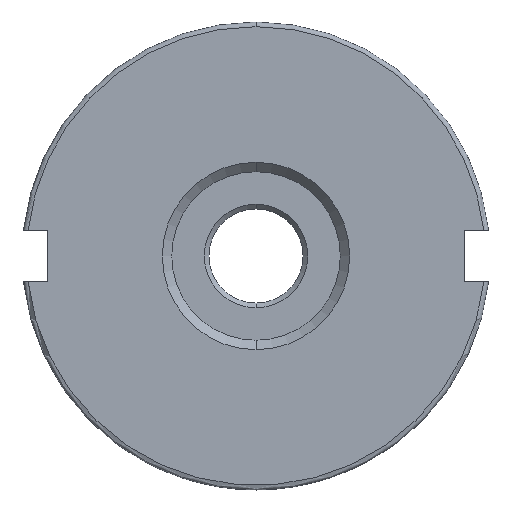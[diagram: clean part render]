
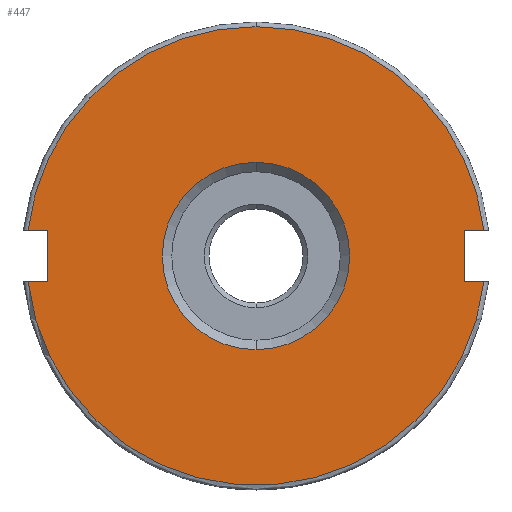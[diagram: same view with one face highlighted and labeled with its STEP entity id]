
A CAD part, front view. The second image highlights one B-rep face of the part: STEP entity #447.
In plain terms, the highlighted planar face has unit normal (0, -1, 0).
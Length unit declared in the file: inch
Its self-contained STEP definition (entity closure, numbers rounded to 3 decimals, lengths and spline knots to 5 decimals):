
#247 = ORIENTED_EDGE ( 'NONE', *, *, #1879, .F. ) ;
#354 = EDGE_CURVE ( 'NONE', #2094, #5414, #9104, .T. ) ;
#447 = ADVANCED_FACE ( 'NONE', ( #12035, #2050 ), #10114, .F. ) ;
#484 = CARTESIAN_POINT ( 'NONE',  ( 0., -0.09843, 0. ) ) ;
#494 = VECTOR ( 'NONE', #9187, 39.37008 ) ;
#659 = VERTEX_POINT ( 'NONE', #13732 ) ;
#698 = VERTEX_POINT ( 'NONE', #12685 ) ;
#735 = ORIENTED_EDGE ( 'NONE', *, *, #14568, .T. ) ;
#766 = AXIS2_PLACEMENT_3D ( 'NONE', #11147, #3650, #12414 ) ;
#875 = CARTESIAN_POINT ( 'NONE',  ( 0.5445, -0.09843, 0.05469 ) ) ;
#1035 = DIRECTION ( 'NONE',  ( 0., 1., 0. ) ) ;
#1269 = DIRECTION ( 'NONE',  ( -1., 0., 0. ) ) ;
#1705 = VECTOR ( 'NONE', #5462, 39.37008 ) ;
#1743 = DIRECTION ( 'NONE',  ( 0., 0., 1. ) ) ;
#1789 = DIRECTION ( 'NONE',  ( 0., -1., 0. ) ) ;
#1866 = ORIENTED_EDGE ( 'NONE', *, *, #15065, .T. ) ;
#1879 = EDGE_CURVE ( 'NONE', #5414, #2094, #10389, .T. ) ;
#2050 = FACE_OUTER_BOUND ( 'NONE', #10416, .T. ) ;
#2094 = VERTEX_POINT ( 'NONE', #5865 ) ;
#2128 = DIRECTION ( 'NONE',  ( 1., 0., 0. ) ) ;
#2364 = CARTESIAN_POINT ( 'NONE',  ( 0.4445, -0.09843, 0.05469 ) ) ;
#2830 = VECTOR ( 'NONE', #2128, 39.37008 ) ;
#3055 = DIRECTION ( 'NONE',  ( 0., -1., 0. ) ) ;
#3068 = EDGE_CURVE ( 'NONE', #15985, #11559, #15464, .T. ) ;
#3153 = CARTESIAN_POINT ( 'NONE',  ( 0., -0.09843, 0.05469 ) ) ;
#3335 = AXIS2_PLACEMENT_3D ( 'NONE', #12851, #5322, #14102 ) ;
#3557 = ORIENTED_EDGE ( 'NONE', *, *, #354, .F. ) ;
#3571 = EDGE_CURVE ( 'NONE', #10422, #15985, #9366, .T. ) ;
#3650 = DIRECTION ( 'NONE',  ( 0., -1., 0. ) ) ;
#3781 = VECTOR ( 'NONE', #1269, 39.37008 ) ;
#4071 = DIRECTION ( 'NONE',  ( 0., 0., 1. ) ) ;
#5112 = ORIENTED_EDGE ( 'NONE', *, *, #15096, .T. ) ;
#5300 = ORIENTED_EDGE ( 'NONE', *, *, #7285, .T. ) ;
#5322 = DIRECTION ( 'NONE',  ( 0., -1., 0. ) ) ;
#5414 = VERTEX_POINT ( 'NONE', #12063 ) ;
#5462 = DIRECTION ( 'NONE',  ( 1., 0., 0. ) ) ;
#5846 = VECTOR ( 'NONE', #15741, 39.37008 ) ;
#5865 = CARTESIAN_POINT ( 'NONE',  ( 0., -0.09843, -0.2 ) ) ;
#6223 = CARTESIAN_POINT ( 'NONE',  ( -0.4445, -0.09843, 0.05469 ) ) ;
#6282 = CARTESIAN_POINT ( 'NONE',  ( 0., -0.09843, 0.4895 ) ) ;
#6286 = CARTESIAN_POINT ( 'NONE',  ( -0.5445, -0.09843, -0.05469 ) ) ;
#6509 = VERTEX_POINT ( 'NONE', #6223 ) ;
#6986 = CARTESIAN_POINT ( 'NONE',  ( 0., -0.09843, -0.05469 ) ) ;
#7078 = AXIS2_PLACEMENT_3D ( 'NONE', #484, #9230, #1743 ) ;
#7285 = EDGE_CURVE ( 'NONE', #11858, #6509, #7956, .T. ) ;
#7305 = LINE ( 'NONE', #11566, #13575 ) ;
#7538 = LINE ( 'NONE', #10443, #494 ) ;
#7933 = ORIENTED_EDGE ( 'NONE', *, *, #3571, .T. ) ;
#7956 = LINE ( 'NONE', #3153, #1705 ) ;
#8755 = EDGE_CURVE ( 'NONE', #698, #13255, #14242, .T. ) ;
#9104 = CIRCLE ( 'NONE', #766, 0.2 ) ;
#9160 = AXIS2_PLACEMENT_3D ( 'NONE', #11368, #1035, #9783 ) ;
#9187 = DIRECTION ( 'NONE',  ( 0., 0., -1. ) ) ;
#9230 = DIRECTION ( 'NONE',  ( 0., -1., 0. ) ) ;
#9277 = CARTESIAN_POINT ( 'NONE',  ( 0., -0.09843, 0. ) ) ;
#9361 = AXIS2_PLACEMENT_3D ( 'NONE', #10553, #3055, #11811 ) ;
#9366 = CIRCLE ( 'NONE', #12963, 0.4895 ) ;
#9469 = LINE ( 'NONE', #875, #2830 ) ;
#9783 = DIRECTION ( 'NONE',  ( 0., 0., 1. ) ) ;
#10114 = PLANE ( 'NONE',  #9160 ) ;
#10389 = CIRCLE ( 'NONE', #9361, 0.2 ) ;
#10416 = EDGE_LOOP ( 'NONE', ( #735, #7933, #11058, #5112, #14177, #15098, #1866, #5300, #15516 ) ) ;
#10422 = VERTEX_POINT ( 'NONE', #11680 ) ;
#10443 = CARTESIAN_POINT ( 'NONE',  ( -0.4445, -0.09843, -0.05469 ) ) ;
#10537 = DIRECTION ( 'NONE',  ( 0., 0., 1. ) ) ;
#10553 = CARTESIAN_POINT ( 'NONE',  ( 0., -0.09843, 0. ) ) ;
#11058 = ORIENTED_EDGE ( 'NONE', *, *, #3068, .T. ) ;
#11147 = CARTESIAN_POINT ( 'NONE',  ( 0., -0.09843, 0. ) ) ;
#11368 = CARTESIAN_POINT ( 'NONE',  ( 0., -0.09843, 0. ) ) ;
#11559 = VERTEX_POINT ( 'NONE', #13492 ) ;
#11566 = CARTESIAN_POINT ( 'NONE',  ( 0.4445, -0.09843, -0.05469 ) ) ;
#11680 = CARTESIAN_POINT ( 'NONE',  ( -0.48644, -0.09843, -0.05469 ) ) ;
#11703 = CARTESIAN_POINT ( 'NONE',  ( 0.48644, -0.09843, -0.05469 ) ) ;
#11811 = DIRECTION ( 'NONE',  ( 0., 0., -1. ) ) ;
#11858 = VERTEX_POINT ( 'NONE', #14780 ) ;
#12035 = FACE_BOUND ( 'NONE', #13108, .T. ) ;
#12063 = CARTESIAN_POINT ( 'NONE',  ( 0., -0.09843, 0.2 ) ) ;
#12414 = DIRECTION ( 'NONE',  ( 0., 0., -1. ) ) ;
#12685 = CARTESIAN_POINT ( 'NONE',  ( 0.48644, -0.09843, 0.05469 ) ) ;
#12764 = VERTEX_POINT ( 'NONE', #2364 ) ;
#12851 = CARTESIAN_POINT ( 'NONE',  ( 0., -0.09843, 0. ) ) ;
#12963 = AXIS2_PLACEMENT_3D ( 'NONE', #9277, #1789, #10537 ) ;
#13108 = EDGE_LOOP ( 'NONE', ( #3557, #247 ) ) ;
#13109 = EDGE_CURVE ( 'NONE', #12764, #698, #9469, .T. ) ;
#13255 = VERTEX_POINT ( 'NONE', #6282 ) ;
#13376 = EDGE_CURVE ( 'NONE', #6509, #659, #7538, .T. ) ;
#13380 = LINE ( 'NONE', #6286, #3781 ) ;
#13492 = CARTESIAN_POINT ( 'NONE',  ( 0.4445, -0.09843, -0.05469 ) ) ;
#13575 = VECTOR ( 'NONE', #4071, 39.37008 ) ;
#13732 = CARTESIAN_POINT ( 'NONE',  ( -0.4445, -0.09843, -0.05469 ) ) ;
#13975 = CIRCLE ( 'NONE', #3335, 0.4895 ) ;
#14102 = DIRECTION ( 'NONE',  ( 0., 0., 1. ) ) ;
#14177 = ORIENTED_EDGE ( 'NONE', *, *, #13109, .T. ) ;
#14242 = CIRCLE ( 'NONE', #7078, 0.4895 ) ;
#14568 = EDGE_CURVE ( 'NONE', #659, #10422, #13380, .T. ) ;
#14780 = CARTESIAN_POINT ( 'NONE',  ( -0.48644, -0.09843, 0.05469 ) ) ;
#15065 = EDGE_CURVE ( 'NONE', #13255, #11858, #13975, .T. ) ;
#15096 = EDGE_CURVE ( 'NONE', #11559, #12764, #7305, .T. ) ;
#15098 = ORIENTED_EDGE ( 'NONE', *, *, #8755, .T. ) ;
#15464 = LINE ( 'NONE', #6986, #5846 ) ;
#15516 = ORIENTED_EDGE ( 'NONE', *, *, #13376, .T. ) ;
#15741 = DIRECTION ( 'NONE',  ( -1., 0., 0. ) ) ;
#15985 = VERTEX_POINT ( 'NONE', #11703 ) ;
